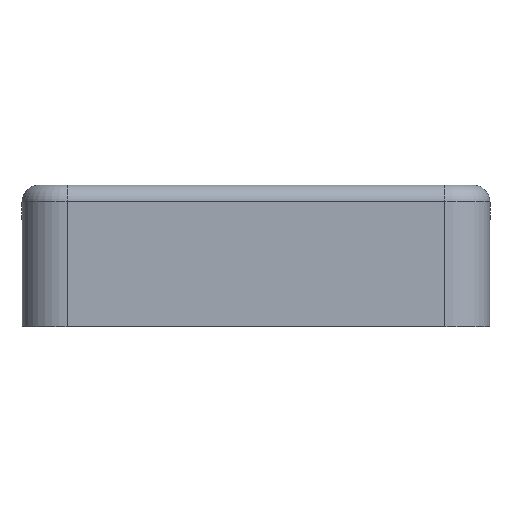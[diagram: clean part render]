
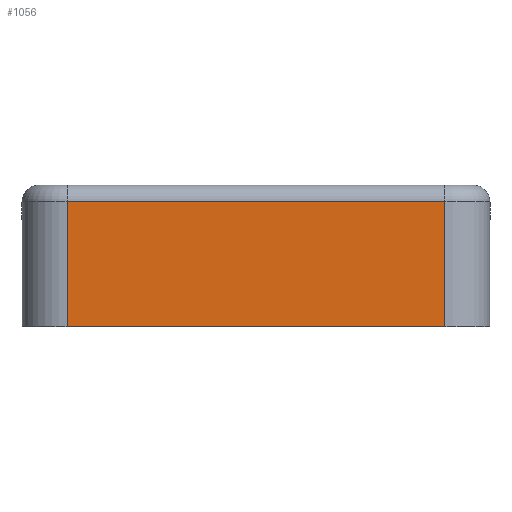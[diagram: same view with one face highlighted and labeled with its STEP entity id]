
A CAD part, left-side view. The second image highlights one B-rep face of the part: STEP entity #1056.
In plain terms, the highlighted face is planar.
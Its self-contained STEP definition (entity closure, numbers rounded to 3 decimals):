
#34=LINE('',#1632,#114);
#43=LINE('',#1678,#123);
#53=LINE('',#1713,#133);
#61=LINE('',#1732,#141);
#114=VECTOR('',#1285,1000.);
#123=VECTOR('',#1326,1000.);
#133=VECTOR('',#1358,1000.);
#141=VECTOR('',#1376,1000.);
#196=PLANE('',#1163);
#277=ORIENTED_EDGE('',*,*,#529,.T.);
#278=ORIENTED_EDGE('',*,*,#551,.F.);
#279=ORIENTED_EDGE('',*,*,#567,.F.);
#280=ORIENTED_EDGE('',*,*,#577,.T.);
#529=EDGE_CURVE('',#682,#681,#34,.T.);
#551=EDGE_CURVE('',#702,#681,#43,.T.);
#567=EDGE_CURVE('',#698,#702,#53,.T.);
#577=EDGE_CURVE('',#698,#682,#61,.T.);
#681=VERTEX_POINT('',#1631);
#682=VERTEX_POINT('',#1633);
#698=VERTEX_POINT('',#1667);
#702=VERTEX_POINT('',#1677);
#861=EDGE_LOOP('',(#277,#278,#279,#280));
#945=FACE_BOUND('',#861,.T.);
#1056=ADVANCED_FACE('',(#945),#196,.T.);
#1163=AXIS2_PLACEMENT_3D('',#1731,#1374,#1375);
#1285=DIRECTION('',(-1.,0.,0.));
#1326=DIRECTION('',(0.,-1.,0.));
#1358=DIRECTION('',(-1.,0.,0.));
#1374=DIRECTION('',(0.,0.,-1.));
#1375=DIRECTION('',(0.,-1.,0.));
#1376=DIRECTION('',(0.,-1.,0.));
#1631=CARTESIAN_POINT('',(-14.65,-11.,-31.9));
#1632=CARTESIAN_POINT('',(14.65,-11.,-31.9));
#1633=CARTESIAN_POINT('',(14.65,-11.,-31.9));
#1667=CARTESIAN_POINT('',(14.65,-1.3,-31.9));
#1677=CARTESIAN_POINT('',(-14.65,-1.3,-31.9));
#1678=CARTESIAN_POINT('',(-14.65,0.,-31.9));
#1713=CARTESIAN_POINT('',(14.65,-1.3,-31.9));
#1731=CARTESIAN_POINT('',(14.65,0.,-31.9));
#1732=CARTESIAN_POINT('',(14.65,0.,-31.9));
